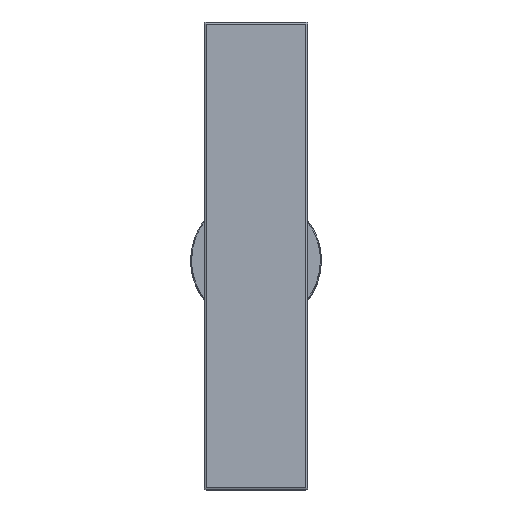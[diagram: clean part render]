
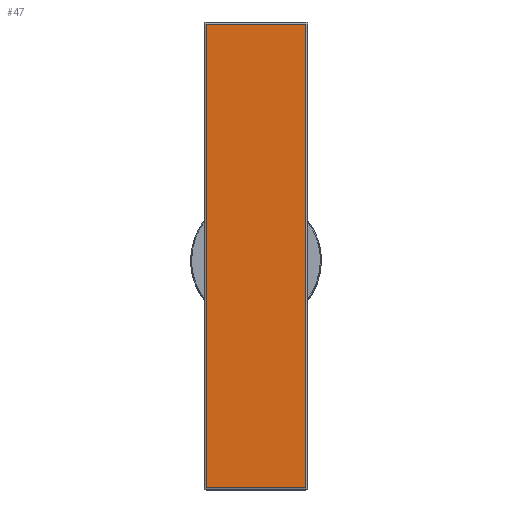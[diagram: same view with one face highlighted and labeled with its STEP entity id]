
A CAD part, top view. The second image highlights one B-rep face of the part: STEP entity #47.
In plain terms, the highlighted planar face has unit normal (0, 0, 1).
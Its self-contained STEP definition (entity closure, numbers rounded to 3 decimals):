
#47=ADVANCED_FACE('',(#91),#631,.T.);
#91=FACE_OUTER_BOUND('',#136,.T.);
#136=EDGE_LOOP('',(#245,#246,#247,#248));
#245=ORIENTED_EDGE('',*,*,#398,.F.);
#246=ORIENTED_EDGE('',*,*,#396,.F.);
#247=ORIENTED_EDGE('',*,*,#397,.F.);
#248=ORIENTED_EDGE('',*,*,#395,.F.);
#395=EDGE_CURVE('',#583,#584,#466,.T.);
#396=EDGE_CURVE('',#585,#586,#467,.T.);
#397=EDGE_CURVE('',#584,#585,#468,.T.);
#398=EDGE_CURVE('',#586,#583,#469,.T.);
#466=B_SPLINE_CURVE_WITH_KNOTS('',1,(#1318,#1319),.UNSPECIFIED.,.F.,.F.,
(2,2),(0.5,107.5),.UNSPECIFIED.);
#467=B_SPLINE_CURVE_WITH_KNOTS('',1,(#1320,#1321),.UNSPECIFIED.,.F.,.F.,
(2,2),(0.5,107.5),.UNSPECIFIED.);
#468=B_SPLINE_CURVE_WITH_KNOTS('',1,(#1322,#1323),.UNSPECIFIED.,.F.,.F.,
(2,2),(0.5,23.5),.UNSPECIFIED.);
#469=B_SPLINE_CURVE_WITH_KNOTS('',1,(#1324,#1325),.UNSPECIFIED.,.F.,.F.,
(2,2),(0.5,23.5),.UNSPECIFIED.);
#583=VERTEX_POINT('',#1143);
#584=VERTEX_POINT('',#1144);
#585=VERTEX_POINT('',#1145);
#586=VERTEX_POINT('',#1146);
#631=PLANE('',#688);
#688=AXIS2_PLACEMENT_3D('',#825,#719,$);
#719=DIRECTION('',(0.,0.,1.));
#825=CARTESIAN_POINT('',(12.,-54.,325.829));
#1143=CARTESIAN_POINT('',(11.5,53.5,325.829));
#1144=CARTESIAN_POINT('',(11.5,-53.5,325.829));
#1145=CARTESIAN_POINT('',(-11.5,-53.5,325.829));
#1146=CARTESIAN_POINT('',(-11.5,53.5,325.829));
#1318=CARTESIAN_POINT('',(11.5,53.5,325.829));
#1319=CARTESIAN_POINT('',(11.5,-53.5,325.829));
#1320=CARTESIAN_POINT('',(-11.5,-53.5,325.829));
#1321=CARTESIAN_POINT('',(-11.5,53.5,325.829));
#1322=CARTESIAN_POINT('',(11.5,-53.5,325.829));
#1323=CARTESIAN_POINT('',(-11.5,-53.5,325.829));
#1324=CARTESIAN_POINT('',(-11.5,53.5,325.829));
#1325=CARTESIAN_POINT('',(11.5,53.5,325.829));
